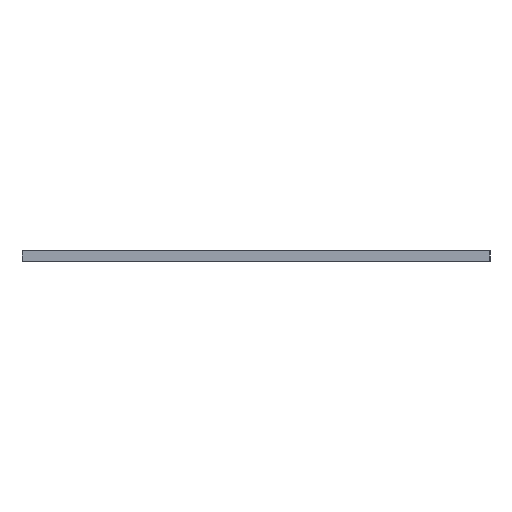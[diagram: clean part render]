
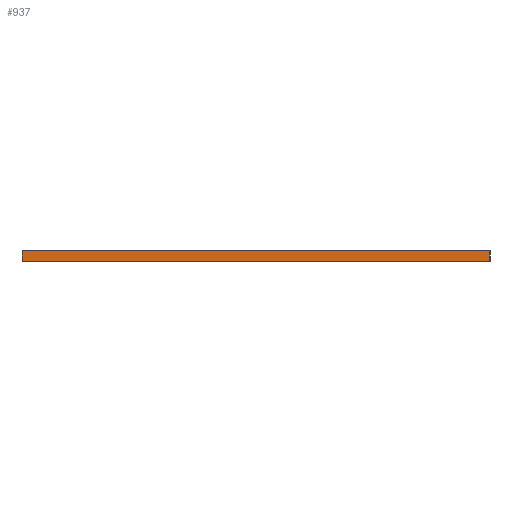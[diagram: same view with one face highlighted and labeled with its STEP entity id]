
A CAD part, left-side view. The second image highlights one B-rep face of the part: STEP entity #937.
In plain terms, the highlighted planar face has unit normal (-1, 0, 0).
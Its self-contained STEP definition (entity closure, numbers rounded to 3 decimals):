
#133=FACE_OUTER_BOUND('',#179,.T.);
#179=EDGE_LOOP('',(#767,#768,#769,#770));
#283=LINE('',#1553,#375);
#284=LINE('',#1555,#376);
#285=LINE('',#1557,#377);
#286=LINE('',#1558,#378);
#375=VECTOR('',#1287,10.);
#376=VECTOR('',#1288,10.);
#377=VECTOR('',#1289,10.);
#378=VECTOR('',#1290,10.);
#467=VERTEX_POINT('',#1551);
#468=VERTEX_POINT('',#1552);
#469=VERTEX_POINT('',#1554);
#470=VERTEX_POINT('',#1556);
#595=EDGE_CURVE('',#467,#468,#283,.T.);
#596=EDGE_CURVE('',#467,#469,#284,.T.);
#597=EDGE_CURVE('',#470,#469,#285,.T.);
#598=EDGE_CURVE('',#468,#470,#286,.T.);
#767=ORIENTED_EDGE('',*,*,#595,.F.);
#768=ORIENTED_EDGE('',*,*,#596,.T.);
#769=ORIENTED_EDGE('',*,*,#597,.F.);
#770=ORIENTED_EDGE('',*,*,#598,.F.);
#891=PLANE('',#1037);
#937=ADVANCED_FACE('',(#133),#891,.T.);
#1037=AXIS2_PLACEMENT_3D('',#1550,#1285,#1286);
#1285=DIRECTION('center_axis',(-1.,0.,0.));
#1286=DIRECTION('ref_axis',(0.,-1.,0.));
#1287=DIRECTION('',(0.,1.,0.));
#1288=DIRECTION('',(0.,0.,1.));
#1289=DIRECTION('',(0.,-1.,0.));
#1290=DIRECTION('',(0.,0.,1.));
#1550=CARTESIAN_POINT('Origin',(-69.886,48.062,13.));
#1551=CARTESIAN_POINT('',(-69.886,-16.939,13.));
#1552=CARTESIAN_POINT('',(-69.886,48.062,13.));
#1553=CARTESIAN_POINT('',(-69.886,-16.939,13.));
#1554=CARTESIAN_POINT('',(-69.886,-16.939,14.5));
#1555=CARTESIAN_POINT('',(-69.886,-16.939,13.));
#1556=CARTESIAN_POINT('',(-69.886,48.062,14.5));
#1557=CARTESIAN_POINT('',(-69.886,25.062,14.5));
#1558=CARTESIAN_POINT('',(-69.886,48.062,13.));
